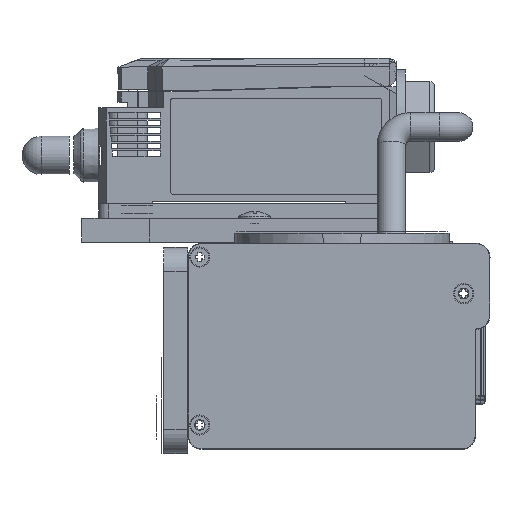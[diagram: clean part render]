
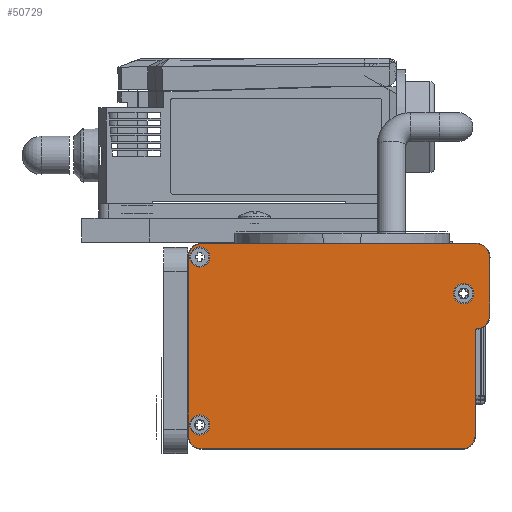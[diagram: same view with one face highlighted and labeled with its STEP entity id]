
A CAD part, front view. The second image highlights one B-rep face of the part: STEP entity #50729.
In plain terms, the highlighted planar face has unit normal (0, -1, 0).
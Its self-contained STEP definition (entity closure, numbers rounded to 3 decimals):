
#1857=FACE_BOUND('',#9721,.T.);
#1858=FACE_BOUND('',#9722,.T.);
#1859=FACE_BOUND('',#9723,.T.);
#3078=CIRCLE('',#71635,2.9);
#3079=CIRCLE('',#71636,2.9);
#3080=CIRCLE('',#71637,2.9);
#3081=CIRCLE('',#71638,2.9);
#3082=CIRCLE('',#71639,2.9);
#3083=CIRCLE('',#71640,2.1);
#3084=CIRCLE('',#71641,2.1);
#3085=CIRCLE('',#71642,2.1);
#6560=FACE_OUTER_BOUND('',#9720,.T.);
#9720=EDGE_LOOP('',(#43666,#43667,#43668,#43669,#43670,#43671,#43672,#43673,
#43674,#43675));
#9721=EDGE_LOOP('',(#43676));
#9722=EDGE_LOOP('',(#43677));
#9723=EDGE_LOOP('',(#43678));
#16441=VERTEX_POINT('',#111628);
#16442=VERTEX_POINT('',#111629);
#16443=VERTEX_POINT('',#111631);
#16444=VERTEX_POINT('',#111633);
#16445=VERTEX_POINT('',#111635);
#16446=VERTEX_POINT('',#111637);
#16447=VERTEX_POINT('',#111639);
#16448=VERTEX_POINT('',#111641);
#16449=VERTEX_POINT('',#111643);
#16450=VERTEX_POINT('',#111645);
#16451=VERTEX_POINT('',#111648);
#16452=VERTEX_POINT('',#111650);
#16453=VERTEX_POINT('',#111652);
#26714=EDGE_CURVE('',#16441,#16442,#3078,.T.);
#26715=EDGE_CURVE('',#16442,#16443,#58381,.T.);
#26716=EDGE_CURVE('',#16443,#16444,#3079,.T.);
#26717=EDGE_CURVE('',#16444,#16445,#58382,.T.);
#26718=EDGE_CURVE('',#16445,#16446,#3080,.T.);
#26719=EDGE_CURVE('',#16446,#16447,#58383,.T.);
#26720=EDGE_CURVE('',#16447,#16448,#3081,.T.);
#26721=EDGE_CURVE('',#16448,#16449,#58384,.T.);
#26722=EDGE_CURVE('',#16449,#16450,#3082,.T.);
#26723=EDGE_CURVE('',#16450,#16441,#58385,.T.);
#26724=EDGE_CURVE('',#16451,#16451,#3083,.T.);
#26725=EDGE_CURVE('',#16452,#16452,#3084,.T.);
#26726=EDGE_CURVE('',#16453,#16453,#3085,.T.);
#43666=ORIENTED_EDGE('',*,*,#26714,.T.);
#43667=ORIENTED_EDGE('',*,*,#26715,.T.);
#43668=ORIENTED_EDGE('',*,*,#26716,.T.);
#43669=ORIENTED_EDGE('',*,*,#26717,.T.);
#43670=ORIENTED_EDGE('',*,*,#26718,.T.);
#43671=ORIENTED_EDGE('',*,*,#26719,.T.);
#43672=ORIENTED_EDGE('',*,*,#26720,.T.);
#43673=ORIENTED_EDGE('',*,*,#26721,.T.);
#43674=ORIENTED_EDGE('',*,*,#26722,.T.);
#43675=ORIENTED_EDGE('',*,*,#26723,.T.);
#43676=ORIENTED_EDGE('',*,*,#26724,.F.);
#43677=ORIENTED_EDGE('',*,*,#26725,.F.);
#43678=ORIENTED_EDGE('',*,*,#26726,.F.);
#48002=PLANE('',#71634);
#50729=ADVANCED_FACE('',(#6560,#1857,#1858,#1859),#48002,.F.);
#58381=LINE('',#111632,#66810);
#58382=LINE('',#111636,#66811);
#58383=LINE('',#111640,#66812);
#58384=LINE('',#111644,#66813);
#58385=LINE('',#111647,#66814);
#66810=VECTOR('',#86625,12.);
#66811=VECTOR('',#86628,57.);
#66812=VECTOR('',#86631,37.);
#66813=VECTOR('',#86634,54.);
#66814=VECTOR('',#86637,22.102);
#71634=AXIS2_PLACEMENT_3D('',#111627,#86621,#86622);
#71635=AXIS2_PLACEMENT_3D('',#111630,#86623,#86624);
#71636=AXIS2_PLACEMENT_3D('',#111634,#86626,#86627);
#71637=AXIS2_PLACEMENT_3D('',#111638,#86629,#86630);
#71638=AXIS2_PLACEMENT_3D('',#111642,#86632,#86633);
#71639=AXIS2_PLACEMENT_3D('',#111646,#86635,#86636);
#71640=AXIS2_PLACEMENT_3D('',#111649,#86638,#86639);
#71641=AXIS2_PLACEMENT_3D('',#111651,#86640,#86641);
#71642=AXIS2_PLACEMENT_3D('',#111653,#86642,#86643);
#86621=DIRECTION('center_axis',(0.,1.,0.));
#86622=DIRECTION('ref_axis',(-1.,0.,0.));
#86623=DIRECTION('center_axis',(0.,-1.,0.));
#86624=DIRECTION('ref_axis',(0.707,0.,-0.707));
#86625=DIRECTION('',(0.,0.,1.));
#86626=DIRECTION('center_axis',(0.,-1.,0.));
#86627=DIRECTION('ref_axis',(0.707,0.,0.707));
#86628=DIRECTION('',(-1.,0.,0.));
#86629=DIRECTION('center_axis',(0.,-1.,0.));
#86630=DIRECTION('ref_axis',(-0.707,0.,0.707));
#86631=DIRECTION('',(0.,0.,-1.));
#86632=DIRECTION('center_axis',(0.,-1.,0.));
#86633=DIRECTION('ref_axis',(-0.707,0.,-0.707));
#86634=DIRECTION('',(1.,0.,0.));
#86635=DIRECTION('center_axis',(0.,-1.,0.));
#86636=DIRECTION('ref_axis',(0.707,0.,-0.707));
#86637=DIRECTION('',(0.,0.,1.));
#86638=DIRECTION('center_axis',(0.,-1.,0.));
#86639=DIRECTION('ref_axis',(-1.,0.,0.));
#86640=DIRECTION('center_axis',(0.,-1.,0.));
#86641=DIRECTION('ref_axis',(-1.,0.,0.));
#86642=DIRECTION('center_axis',(0.,-1.,0.));
#86643=DIRECTION('ref_axis',(-1.,0.,0.));
#111627=CARTESIAN_POINT('Origin',(-0.1,-52.,20.4));
#111628=CARTESIAN_POINT('',(29.8,-52.,24.002));
#111629=CARTESIAN_POINT('',(32.8,-52.,26.9));
#111630=CARTESIAN_POINT('Origin',(29.9,-52.,26.9));
#111631=CARTESIAN_POINT('',(32.8,-52.,38.9));
#111632=CARTESIAN_POINT('',(32.8,-52.,22.15));
#111633=CARTESIAN_POINT('',(29.9,-52.,41.8));
#111634=CARTESIAN_POINT('Origin',(29.9,-52.,38.9));
#111635=CARTESIAN_POINT('',(-27.1,-52.,41.8));
#111636=CARTESIAN_POINT('',(-15.1,-52.,41.8));
#111637=CARTESIAN_POINT('',(-30.,-52.,38.9));
#111638=CARTESIAN_POINT('Origin',(-27.1,-52.,38.9));
#111639=CARTESIAN_POINT('',(-30.,-52.,1.9));
#111640=CARTESIAN_POINT('',(-30.,-52.,9.65));
#111641=CARTESIAN_POINT('',(-27.1,-52.,-1.));
#111642=CARTESIAN_POINT('Origin',(-27.1,-52.,1.9));
#111643=CARTESIAN_POINT('',(26.9,-52.,-1.));
#111644=CARTESIAN_POINT('',(14.9,-52.,-1.));
#111645=CARTESIAN_POINT('',(29.8,-52.,1.9));
#111646=CARTESIAN_POINT('Origin',(26.9,-52.,1.9));
#111647=CARTESIAN_POINT('',(29.8,-52.,31.15));
#111648=CARTESIAN_POINT('',(-29.7,-52.,4.));
#111649=CARTESIAN_POINT('Origin',(-27.6,-52.,4.));
#111650=CARTESIAN_POINT('',(25.3,-52.,31.4));
#111651=CARTESIAN_POINT('Origin',(27.4,-52.,31.4));
#111652=CARTESIAN_POINT('',(-29.7,-52.,39.));
#111653=CARTESIAN_POINT('Origin',(-27.6,-52.,39.));
